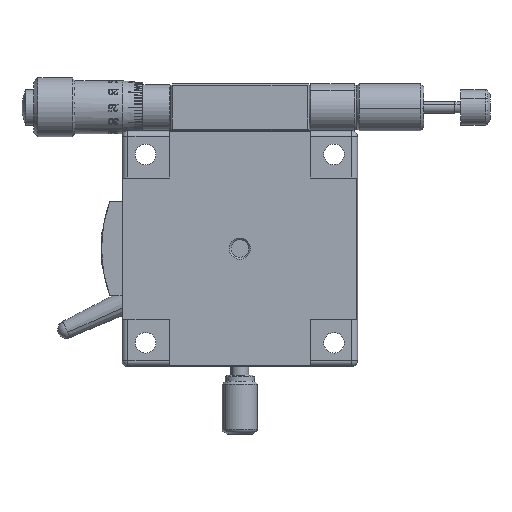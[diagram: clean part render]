
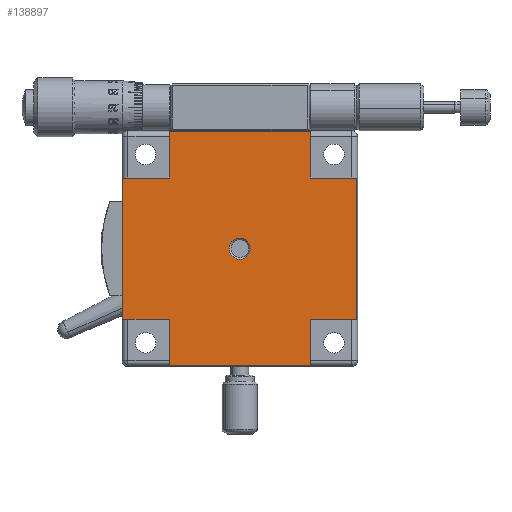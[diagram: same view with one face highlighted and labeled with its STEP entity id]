
A CAD part, front view. The second image highlights one B-rep face of the part: STEP entity #138897.
In plain terms, the highlighted planar face has unit normal (0, -1, 0).
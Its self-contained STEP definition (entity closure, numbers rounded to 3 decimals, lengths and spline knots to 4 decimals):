
#2140 = LINE ( 'NONE', #103509, #129463 ) ;
#3270 = LINE ( 'NONE', #126093, #143264 ) ;
#4322 = CARTESIAN_POINT ( 'NONE',  ( 1.9866, 0., -1.2 ) ) ;
#6133 = ORIENTED_EDGE ( 'NONE', *, *, #70034, .T. ) ;
#9267 = VECTOR ( 'NONE', #144146, 100. ) ;
#17328 = CARTESIAN_POINT ( 'NONE',  ( -2., 0., 2. ) ) ;
#17564 = CARTESIAN_POINT ( 'NONE',  ( 1.2, 0., 1.9866 ) ) ;
#18076 = DIRECTION ( 'NONE',  ( 0., 0., 1. ) ) ;
#21587 = EDGE_CURVE ( 'NONE', #157333, #44409, #2140, .T. ) ;
#21886 = DIRECTION ( 'NONE',  ( 0., 0., -1. ) ) ;
#22091 = VECTOR ( 'NONE', #44525, 100. ) ;
#22259 = CARTESIAN_POINT ( 'NONE',  ( -2., 0., -1.2 ) ) ;
#23705 = DIRECTION ( 'NONE',  ( 0., 1., 0. ) ) ;
#25348 = AXIS2_PLACEMENT_3D ( 'NONE', #46456, #141130, #60087 ) ;
#26158 = VERTEX_POINT ( 'NONE', #66060 ) ;
#26244 = CARTESIAN_POINT ( 'NONE',  ( -1.9866, 0., 1.2 ) ) ;
#26384 = LINE ( 'NONE', #17564, #58175 ) ;
#33679 = CARTESIAN_POINT ( 'NONE',  ( 1.2, 0., 1.2 ) ) ;
#34326 = ORIENTED_EDGE ( 'NONE', *, *, #152560, .F. ) ;
#39484 = EDGE_CURVE ( 'NONE', #79961, #157333, #162249, .T. ) ;
#41792 = AXIS2_PLACEMENT_3D ( 'NONE', #104927, #23705, #118491 ) ;
#42230 = VECTOR ( 'NONE', #172951, 100. ) ;
#44409 = VERTEX_POINT ( 'NONE', #175368 ) ;
#44525 = DIRECTION ( 'NONE',  ( 0., 0., -1. ) ) ;
#45281 = ORIENTED_EDGE ( 'NONE', *, *, #134631, .F. ) ;
#45470 = LINE ( 'NONE', #22259, #9267 ) ;
#45732 = VERTEX_POINT ( 'NONE', #91412 ) ;
#46456 = CARTESIAN_POINT ( 'NONE',  ( 0., 0., 0. ) ) ;
#46467 = LINE ( 'NONE', #158831, #42230 ) ;
#51630 = LINE ( 'NONE', #84639, #119503 ) ;
#52503 = VERTEX_POINT ( 'NONE', #102271 ) ;
#56507 = VECTOR ( 'NONE', #18076, 100. ) ;
#58175 = VECTOR ( 'NONE', #85141, 100. ) ;
#58291 = PLANE ( 'NONE',  #153736 ) ;
#60087 = DIRECTION ( 'NONE',  ( 0.866, 0., -0.5 ) ) ;
#61533 = LINE ( 'NONE', #64993, #129358 ) ;
#63089 = EDGE_CURVE ( 'NONE', #173440, #168199, #75673, .T. ) ;
#64993 = CARTESIAN_POINT ( 'NONE',  ( -1.9866, 0., 1.2 ) ) ;
#66060 = CARTESIAN_POINT ( 'NONE',  ( -1.9866, 0., -1.2 ) ) ;
#66454 = EDGE_CURVE ( 'NONE', #67879, #52503, #51630, .T. ) ;
#67879 = VERTEX_POINT ( 'NONE', #128300 ) ;
#69569 = LINE ( 'NONE', #33679, #169114 ) ;
#70034 = EDGE_CURVE ( 'NONE', #79961, #26158, #61533, .T. ) ;
#71843 = DIRECTION ( 'NONE',  ( 0., 1., 0. ) ) ;
#73143 = EDGE_CURVE ( 'NONE', #105816, #173440, #3270, .T. ) ;
#74599 = VERTEX_POINT ( 'NONE', #113744 ) ;
#75674 = ORIENTED_EDGE ( 'NONE', *, *, #21587, .F. ) ;
#75673 = LINE ( 'NONE', #169832, #107643 ) ;
#76235 = EDGE_CURVE ( 'NONE', #128646, #74599, #142026, .T. ) ;
#78540 = DIRECTION ( 'NONE',  ( 0., 0., -1. ) ) ;
#79961 = VERTEX_POINT ( 'NONE', #26244 ) ;
#84101 = FACE_BOUND ( 'NONE', #114742, .T. ) ;
#84639 = CARTESIAN_POINT ( 'NONE',  ( -1.2, 0., -1.2 ) ) ;
#85033 = CARTESIAN_POINT ( 'NONE',  ( -0.1559, 0., 0.09 ) ) ;
#85141 = DIRECTION ( 'NONE',  ( -1., 0., 0. ) ) ;
#85748 = ORIENTED_EDGE ( 'NONE', *, *, #112976, .T. ) ;
#89619 = ORIENTED_EDGE ( 'NONE', *, *, #66454, .F. ) ;
#91412 = CARTESIAN_POINT ( 'NONE',  ( 1.9866, 0., 1.2 ) ) ;
#92779 = ORIENTED_EDGE ( 'NONE', *, *, #174795, .F. ) ;
#92951 = ORIENTED_EDGE ( 'NONE', *, *, #39484, .F. ) ;
#94773 = EDGE_CURVE ( 'NONE', #67879, #168199, #46467, .T. ) ;
#95081 = ORIENTED_EDGE ( 'NONE', *, *, #94773, .T. ) ;
#101602 = DIRECTION ( 'NONE',  ( 0., 0., 1. ) ) ;
#102271 = CARTESIAN_POINT ( 'NONE',  ( -1.2, 0., -1.2 ) ) ;
#103509 = CARTESIAN_POINT ( 'NONE',  ( -1.2, 0., 2. ) ) ;
#104927 = CARTESIAN_POINT ( 'NONE',  ( 0., 0., 0. ) ) ;
#105816 = VERTEX_POINT ( 'NONE', #115114 ) ;
#107643 = VECTOR ( 'NONE', #21886, 100. ) ;
#112074 = CARTESIAN_POINT ( 'NONE',  ( 1.2, 0., 2. ) ) ;
#112976 = EDGE_CURVE ( 'NONE', #105816, #45732, #164517, .T. ) ;
#113120 = DIRECTION ( 'NONE',  ( -1., 0., 0. ) ) ;
#113744 = CARTESIAN_POINT ( 'NONE',  ( 0.1559, 0., -0.09 ) ) ;
#114742 = EDGE_LOOP ( 'NONE', ( #124075, #157523 ) ) ;
#114769 = DIRECTION ( 'NONE',  ( 1., 0., 0. ) ) ;
#115114 = CARTESIAN_POINT ( 'NONE',  ( 1.9866, 0., -1.2 ) ) ;
#115961 = FACE_OUTER_BOUND ( 'NONE', #125960, .T. ) ;
#118491 = DIRECTION ( 'NONE',  ( 0.866, 0., -0.5 ) ) ;
#119503 = VECTOR ( 'NONE', #168705, 100. ) ;
#121969 = CARTESIAN_POINT ( 'NONE',  ( 1.2, 0., 1.9866 ) ) ;
#121988 = CARTESIAN_POINT ( 'NONE',  ( 1.2, 0., -1.2 ) ) ;
#124075 = ORIENTED_EDGE ( 'NONE', *, *, #76235, .T. ) ;
#125960 = EDGE_LOOP ( 'NONE', ( #89619, #95081, #164264, #149138, #85748, #34326, #92779, #129612, #75674, #92951, #6133, #45281 ) ) ;
#126093 = CARTESIAN_POINT ( 'NONE',  ( 1.2, 0., -1.2 ) ) ;
#126283 = VECTOR ( 'NONE', #134003, 100. ) ;
#128300 = CARTESIAN_POINT ( 'NONE',  ( -1.2, 0., -1.9866 ) ) ;
#128646 = VERTEX_POINT ( 'NONE', #85033 ) ;
#129358 = VECTOR ( 'NONE', #78540, 100. ) ;
#129463 = VECTOR ( 'NONE', #101602, 100. ) ;
#129612 = ORIENTED_EDGE ( 'NONE', *, *, #175764, .T. ) ;
#130159 = LINE ( 'NONE', #112074, #22091 ) ;
#134003 = DIRECTION ( 'NONE',  ( 1., 0., 0. ) ) ;
#134610 = CARTESIAN_POINT ( 'NONE',  ( -2., 0., 1.2 ) ) ;
#134631 = EDGE_CURVE ( 'NONE', #52503, #26158, #45470, .T. ) ;
#136583 = VERTEX_POINT ( 'NONE', #173566 ) ;
#138897 = ADVANCED_FACE ( 'NONE', ( #115961, #84101 ), #58291, .F. ) ;
#141130 = DIRECTION ( 'NONE',  ( 0., 1., 0. ) ) ;
#142026 = CIRCLE ( 'NONE', #25348, 0.18 ) ;
#143264 = VECTOR ( 'NONE', #113120, 100. ) ;
#144146 = DIRECTION ( 'NONE',  ( -1., 0., 0. ) ) ;
#148052 = VERTEX_POINT ( 'NONE', #121969 ) ;
#149138 = ORIENTED_EDGE ( 'NONE', *, *, #73143, .F. ) ;
#151402 = CIRCLE ( 'NONE', #41792, 0.18 ) ;
#152560 = EDGE_CURVE ( 'NONE', #136583, #45732, #69569, .T. ) ;
#153736 = AXIS2_PLACEMENT_3D ( 'NONE', #17328, #71843, #166580 ) ;
#157333 = VERTEX_POINT ( 'NONE', #168214 ) ;
#157523 = ORIENTED_EDGE ( 'NONE', *, *, #175528, .T. ) ;
#158831 = CARTESIAN_POINT ( 'NONE',  ( -1.2, 0., -1.9866 ) ) ;
#162249 = LINE ( 'NONE', #134610, #126283 ) ;
#164264 = ORIENTED_EDGE ( 'NONE', *, *, #63089, .F. ) ;
#164517 = LINE ( 'NONE', #4322, #56507 ) ;
#165080 = CARTESIAN_POINT ( 'NONE',  ( 1.2, 0., -1.9866 ) ) ;
#166580 = DIRECTION ( 'NONE',  ( 0., 0., 1. ) ) ;
#168199 = VERTEX_POINT ( 'NONE', #165080 ) ;
#168214 = CARTESIAN_POINT ( 'NONE',  ( -1.2, 0., 1.2 ) ) ;
#168705 = DIRECTION ( 'NONE',  ( 0., 0., 1. ) ) ;
#169114 = VECTOR ( 'NONE', #114769, 100. ) ;
#169832 = CARTESIAN_POINT ( 'NONE',  ( 1.2, 0., -1.2 ) ) ;
#172951 = DIRECTION ( 'NONE',  ( 1., 0., 0. ) ) ;
#173440 = VERTEX_POINT ( 'NONE', #121988 ) ;
#173566 = CARTESIAN_POINT ( 'NONE',  ( 1.2, 0., 1.2 ) ) ;
#174795 = EDGE_CURVE ( 'NONE', #148052, #136583, #130159, .T. ) ;
#175368 = CARTESIAN_POINT ( 'NONE',  ( -1.2, 0., 1.9866 ) ) ;
#175528 = EDGE_CURVE ( 'NONE', #74599, #128646, #151402, .T. ) ;
#175764 = EDGE_CURVE ( 'NONE', #148052, #44409, #26384, .T. ) ;
